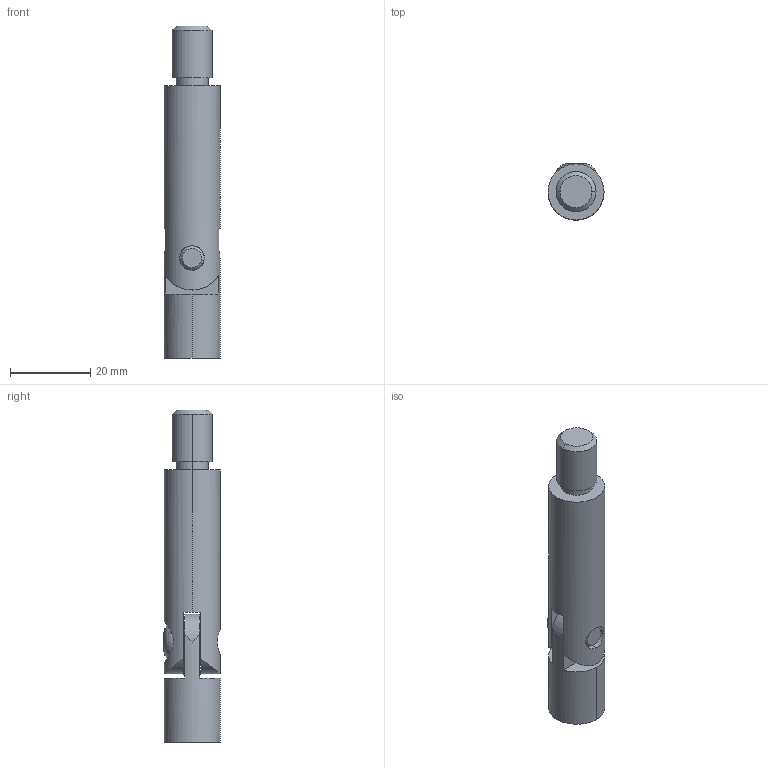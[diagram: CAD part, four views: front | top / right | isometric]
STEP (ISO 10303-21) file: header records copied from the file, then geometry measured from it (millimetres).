
FILE_DESCRIPTION (( 'STEP AP203' ), '1' );
FILE_NAME ('A_0812-068.STEP', '2024-08-21T08:40:56', ( '' ), ( '' ), 'SwSTEP 2.0', 'SolidWorks 2019', '' );
FILE_SCHEMA (( 'CONFIG_CONTROL_DESIGN' ));
Length unit declared in the file: millimetre
Products named in the file (4): A_0812-068.P2; SKRUTKA stn iso 7380_M6x10; A_0812-068; A_0812-068.P1
Assembly tree (3 placements, depth 2):
  A_0812-068
    A_0812-068.P1
    A_0812-068.P2
    SKRUTKA stn iso 7380_M6x10
Bounding box: 14 x 14.08 x 83 mm (x, y, z)
Volume: 10773.5 mm3; surface area: 5486.8 mm2
Topology: 3 solids, 3 shells, 67 faces, 160 edges, 100 vertices
Faces by surface type: plane 26, cylinder 23, cone 16, torus 2
Entity records: 2620 total; most frequent: CARTESIAN_POINT 661, DIRECTION 342, ORIENTED_EDGE 312, EDGE_CURVE 156, AXIS2_PLACEMENT_3D 141, VERTEX_POINT 100, EDGE_LOOP 78, CIRCLE 68
